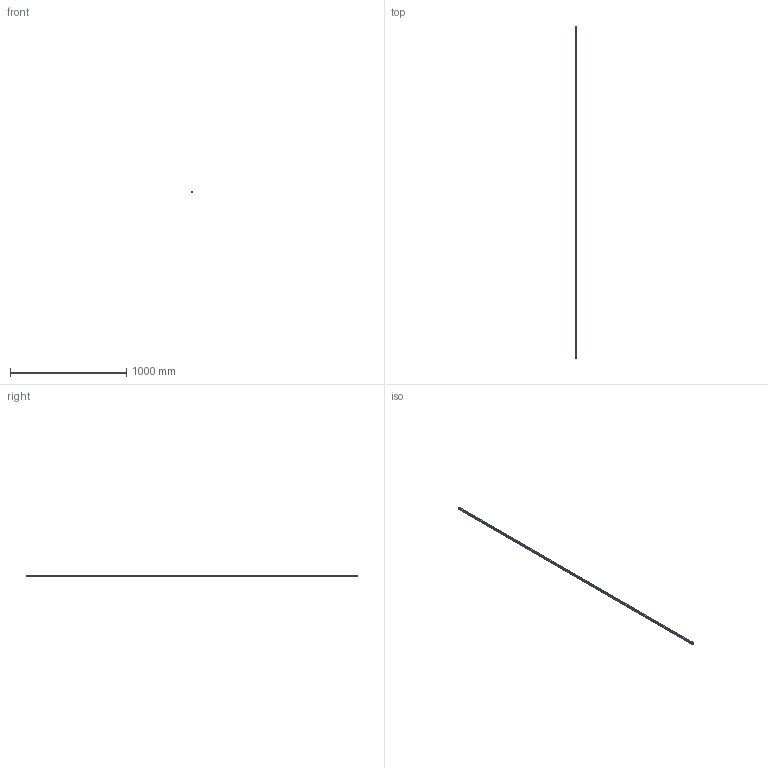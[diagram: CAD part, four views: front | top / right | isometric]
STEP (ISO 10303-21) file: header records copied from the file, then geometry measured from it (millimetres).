
FILE_DESCRIPTION(('STEP AP214'),'1');
FILE_NAME('cctmp_3EE4B2AC-05D4-4AB3-8186-108AB42E4C26_2020_4_23_10_3_52_198..stp','2020-04-23T08:03:52',('HIWIN GmbH'),('CADClick - www.CADClick.com'),'Spatial InterOp 3D',' ','unknown authorization');
FILE_SCHEMA(('AUTOMOTIVE_DESIGN'));
Length unit declared in the file: millimetre
Products named in the file (1): HGR15R2860H_FILE
Bounding box: 15 x 2860 x 15 mm (x, y, z)
Volume: 525352.1 mm3; surface area: 190516.2 mm2
Topology: 1 solids, 1 shells, 547 faces, 1191 edges, 794 vertices
Faces by surface type: cylinder 314, plane 233
Entity records: 19633 total; most frequent: DIRECTION 2915, CARTESIAN_POINT 2533, ORIENTED_EDGE 2382, EDGE_CURVE 1191, AXIS2_PLACEMENT_3D 1176, VERTEX_POINT 794, EDGE_LOOP 695, CIRCLE 628
